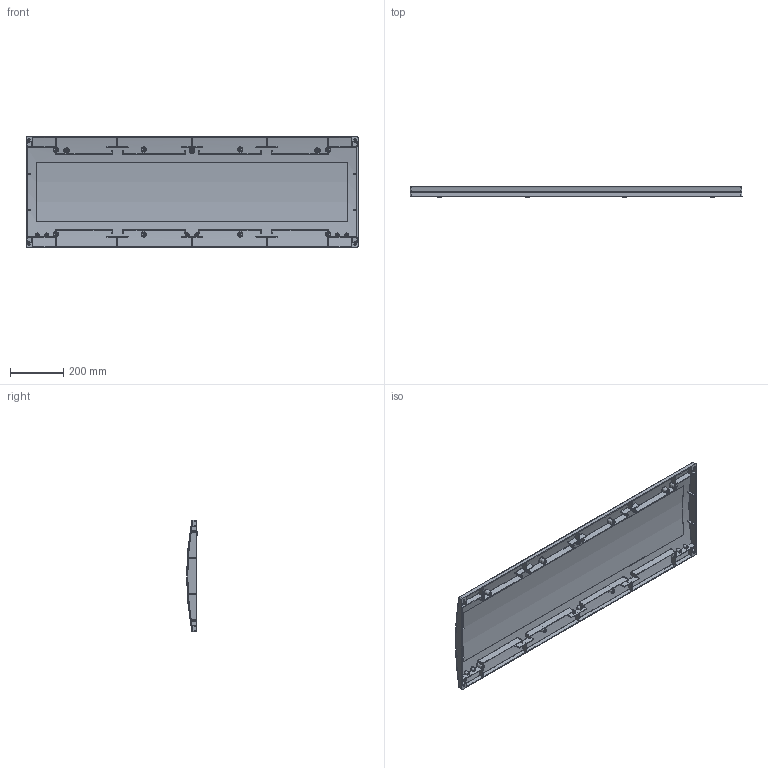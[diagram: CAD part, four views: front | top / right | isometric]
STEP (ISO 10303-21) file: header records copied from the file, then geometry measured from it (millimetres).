
FILE_DESCRIPTION(('STEP AP242'),'1');
FILE_NAME('nsytjpla124g.stp','2020-06-19T07:58:39',('TraceParts'),('TraceParts S.A.'),'Spatial InterOp 3D',' ',' ');
FILE_SCHEMA(('AP242_MANAGED_MODEL_BASED_3D_ENGINEERING_MIM_LF {1 0 10303 442 1 1 4}'));
Length unit declared in the file: millimetre
Products named in the file (1): nsytjpla124g
Bounding box: 1250 x 39.8 x 420 mm (x, y, z)
Volume: 2289736.5 mm3; surface area: 1347570.9 mm2
Topology: 1 solids, 1 shells, 1056 faces, 2556 edges, 1536 vertices
Faces by surface type: bspline 432, plane 179, cylinder 158, cone 129, extrusion 78, sphere 52, torus 28
Entity records: 55696 total; most frequent: CARTESIAN_POINT 35145, ORIENTED_EDGE 5070, DIRECTION 3043, EDGE_CURVE 2535, VERTEX_POINT 1536, B_SPLINE_CURVE_WITH_KNOTS 1405, AXIS2_PLACEMENT_3D 1210, EDGE_LOOP 1111
